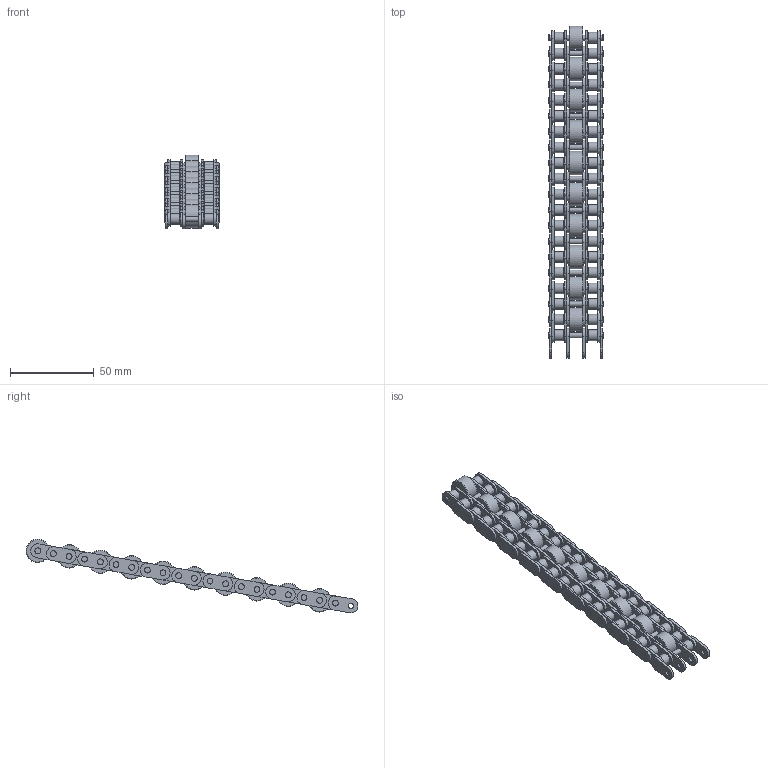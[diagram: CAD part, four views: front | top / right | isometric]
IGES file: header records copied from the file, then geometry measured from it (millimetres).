
Global section: file name: 939900.stp.ipt; native system: Autodesk Inventor 2014; preprocessor: unknown; author: zeman; date: 20151016.131736; units: millimetre
Bounding box: 33 x 198.34 x 44.05 mm (x, y, z)
Volume: 35807.8 mm3; surface area: 49132.7 mm2
Topology: 150 solids, 150 shells, 1020 faces, 2000 edges, 1320 vertices
Faces by surface type: plane 500, cylinder 270, revolution 230, cone 20
Full cylindrical faces by diameter (mm): 3 x20, 3.5 x40, 6.35 x40, 14 x10
